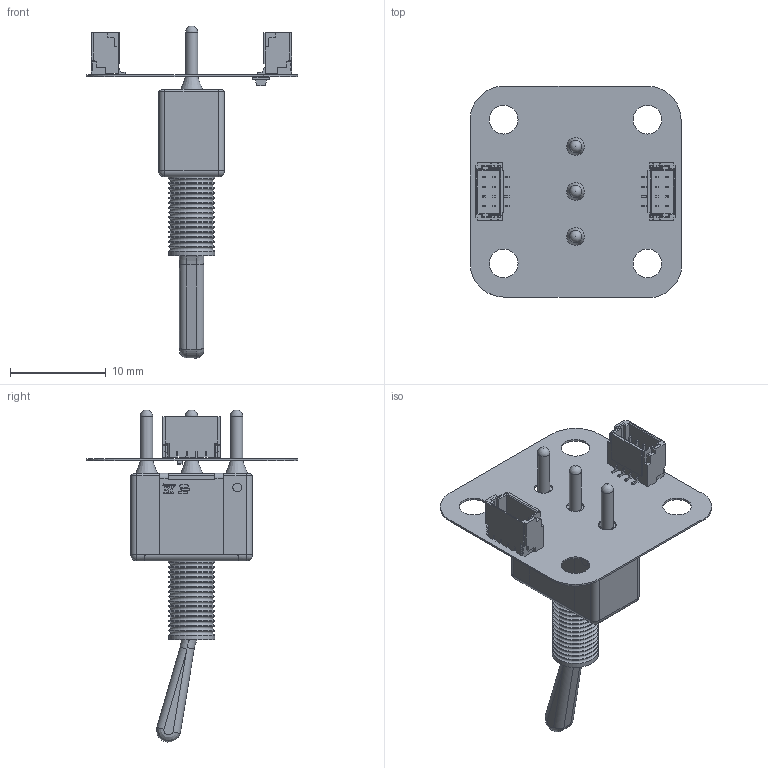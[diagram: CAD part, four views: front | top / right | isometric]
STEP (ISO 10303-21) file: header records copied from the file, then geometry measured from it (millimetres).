
FILE_DESCRIPTION(('Open CASCADE Model'),'2;1');
FILE_NAME('Open CASCADE Shape Model','2025-02-24T11:58:59',('Author'),( 'Open CASCADE'),'Open CASCADE STEP processor 7.5','Open CASCADE 7.5' ,'Unknown');
FILE_SCHEMA(('AUTOMOTIVE_DESIGN { 1 0 10303 214 1 1 1 1 }'));
Length unit declared in the file: millimetre
Products named in the file (31): PCB; Board; Open CASCADE STEP translator 7.5 5.1.1; U; DUELink-Connector-BM04B-SRSS-TB; SW1; Switch_TE_Connectivity_A107SYCB04_eec; 1; 2; 3; 4; 5; 6; 7; TE connectivity Logo 1 (3); notch; R1; User Library-R SMD 0402; User Library-R SMD 0402_0402 BODY; User Library-R SMD 0402_0402 PAD; User Library-R SMD 0402_0402 OPIS; PWR; 0603 LED Red; Pad; Pad005; Pad001; Pad004; Pad003; Lens; D
Assembly tree (32 placements, depth 5):
  PCB
    Board
      Open CASCADE STEP translator 7.5 5.1.1
    U
      DUELink-Connector-BM04B-SRSS-TB
    SW1
      Switch_TE_Connectivity_A107SYCB04_eec
        1
          1
          2
          3
          4
          5
          6
          7
          TE connectivity Logo 1 (3)
          notch
    R1
      User Library-R SMD 0402
        User Library-R SMD 0402_0402 BODY
        User Library-R SMD 0402_0402 PAD  x2
        User Library-R SMD 0402_0402 OPIS
    PWR
      0603 LED Red
        Pad
        Pad005
        Pad001
        Pad004
        Pad003
        Lens
    D
      DUELink-Connector-BM04B-SRSS-TB
Bounding box: 22.09 x 22.09 x 34.64 mm (x, y, z)
Volume: 1147.7 mm3; surface area: 2703.9 mm2
Topology: 72 solids, 72 shells, 1131 faces, 5638 edges, 7522 vertices
Faces by surface type: plane 867, cylinder 123, bspline 108, torus 19, cone 7, sphere 7
Full cylindrical faces by diameter (mm): 0.91 x1, 1.27 x3, 1.854 x3, 3 x4, 3.44 x1, 4.826 x16
Entity records: 41796 total; most frequent: CARTESIAN_POINT 11684, DIRECTION 5019, ORIENTED_EDGE 4070, LINE 2903, VECTOR 2903, EDGE_CURVE 2035, GEOMETRIC_CURVE_SET 1428, TRIMMED_CURVE 1428
